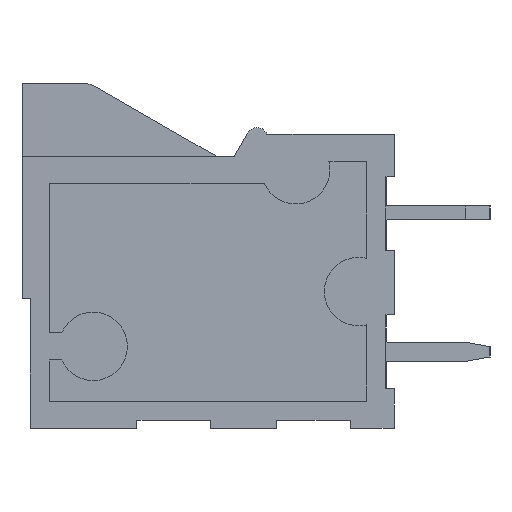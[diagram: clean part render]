
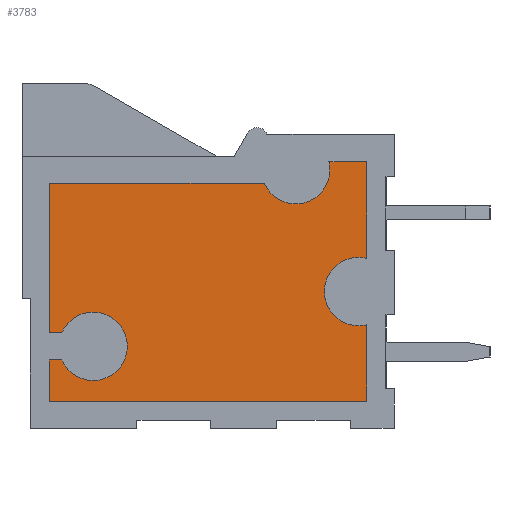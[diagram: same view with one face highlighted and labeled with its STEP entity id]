
A CAD part, left-side view. The second image highlights one B-rep face of the part: STEP entity #3783.
In plain terms, the highlighted planar face has unit normal (-1, 0, 0).
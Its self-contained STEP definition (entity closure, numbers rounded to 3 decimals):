
#2381 = EDGE_CURVE('',#2382,#2384,#2386,.T.);
#2382 = VERTEX_POINT('',#2383);
#2383 = CARTESIAN_POINT('',(1.5,12.146,-10.1));
#2384 = VERTEX_POINT('',#2385);
#2385 = CARTESIAN_POINT('',(1.5,11.,-10.85));
#2386 = CIRCLE('',#2387,1.25);
#2387 = AXIS2_PLACEMENT_3D('',#2388,#2389,#2390);
#2388 = CARTESIAN_POINT('',(1.5,11.,-9.6));
#2389 = DIRECTION('',(-1.,0.,0.));
#2390 = DIRECTION('',(0.,0.,1.));
#2424 = EDGE_CURVE('',#2384,#2425,#2427,.T.);
#2425 = VERTEX_POINT('',#2426);
#2426 = CARTESIAN_POINT('',(1.5,11.,-8.35));
#2427 = CIRCLE('',#2428,1.25);
#2428 = AXIS2_PLACEMENT_3D('',#2429,#2430,#2431);
#2429 = CARTESIAN_POINT('',(1.5,11.,-9.6));
#2430 = DIRECTION('',(-1.,0.,0.));
#2431 = DIRECTION('',(0.,0.,1.));
#2456 = EDGE_CURVE('',#2457,#2459,#2461,.T.);
#2457 = VERTEX_POINT('',#2458);
#2458 = CARTESIAN_POINT('',(1.5,1.3,-6.35));
#2459 = VERTEX_POINT('',#2460);
#2460 = CARTESIAN_POINT('',(1.5,1.3,-8.85));
#2461 = CIRCLE('',#2462,1.25);
#2462 = AXIS2_PLACEMENT_3D('',#2463,#2464,#2465);
#2463 = CARTESIAN_POINT('',(1.5,1.3,-7.6));
#2464 = DIRECTION('',(-1.,0.,0.));
#2465 = DIRECTION('',(0.,0.,1.));
#2498 = EDGE_CURVE('',#2499,#2457,#2501,.T.);
#2499 = VERTEX_POINT('',#2500);
#2500 = CARTESIAN_POINT('',(1.5,1.,-6.387));
#2501 = CIRCLE('',#2502,1.25);
#2502 = AXIS2_PLACEMENT_3D('',#2503,#2504,#2505);
#2503 = CARTESIAN_POINT('',(1.5,1.3,-7.6));
#2504 = DIRECTION('',(-1.,0.,0.));
#2505 = DIRECTION('',(0.,0.,1.));
#3511 = EDGE_CURVE('',#2459,#3512,#3514,.T.);
#3512 = VERTEX_POINT('',#3513);
#3513 = CARTESIAN_POINT('',(1.5,1.,-8.813));
#3514 = CIRCLE('',#3515,1.25);
#3515 = AXIS2_PLACEMENT_3D('',#3516,#3517,#3518);
#3516 = CARTESIAN_POINT('',(1.5,1.3,-7.6));
#3517 = DIRECTION('',(-1.,0.,0.));
#3518 = DIRECTION('',(0.,0.,1.));
#3537 = EDGE_CURVE('',#3538,#3512,#3540,.T.);
#3538 = VERTEX_POINT('',#3539);
#3539 = CARTESIAN_POINT('',(1.5,1.,-11.6));
#3540 = LINE('',#3541,#3542);
#3541 = CARTESIAN_POINT('',(1.5,1.,0.));
#3542 = VECTOR('',#3543,1.);
#3543 = DIRECTION('',(0.,0.,1.));
#3561 = EDGE_CURVE('',#3562,#3538,#3564,.T.);
#3562 = VERTEX_POINT('',#3563);
#3563 = CARTESIAN_POINT('',(1.5,12.6,-11.6));
#3564 = LINE('',#3565,#3566);
#3565 = CARTESIAN_POINT('',(1.5,0.,-11.6));
#3566 = VECTOR('',#3567,1.);
#3567 = DIRECTION('',(0.,-1.,0.));
#3585 = EDGE_CURVE('',#3562,#3586,#3588,.T.);
#3586 = VERTEX_POINT('',#3587);
#3587 = CARTESIAN_POINT('',(1.5,12.6,-10.1));
#3588 = LINE('',#3589,#3590);
#3589 = CARTESIAN_POINT('',(1.5,12.6,0.));
#3590 = VECTOR('',#3591,1.);
#3591 = DIRECTION('',(0.,0.,1.));
#3609 = EDGE_CURVE('',#3586,#2382,#3610,.T.);
#3610 = LINE('',#3611,#3612);
#3611 = CARTESIAN_POINT('',(1.5,0.,-10.1));
#3612 = VECTOR('',#3613,1.);
#3613 = DIRECTION('',(0.,-1.,0.));
#3625 = EDGE_CURVE('',#2425,#3626,#3628,.T.);
#3626 = VERTEX_POINT('',#3627);
#3627 = CARTESIAN_POINT('',(1.5,12.146,-9.1));
#3628 = CIRCLE('',#3629,1.25);
#3629 = AXIS2_PLACEMENT_3D('',#3630,#3631,#3632);
#3630 = CARTESIAN_POINT('',(1.5,11.,-9.6));
#3631 = DIRECTION('',(-1.,0.,0.));
#3632 = DIRECTION('',(0.,0.,1.));
#3651 = EDGE_CURVE('',#3652,#3626,#3654,.T.);
#3652 = VERTEX_POINT('',#3653);
#3653 = CARTESIAN_POINT('',(1.5,12.6,-9.1));
#3654 = LINE('',#3655,#3656);
#3655 = CARTESIAN_POINT('',(1.5,0.,-9.1));
#3656 = VECTOR('',#3657,1.);
#3657 = DIRECTION('',(0.,-1.,0.));
#3675 = EDGE_CURVE('',#3652,#3676,#3678,.T.);
#3676 = VERTEX_POINT('',#3677);
#3677 = CARTESIAN_POINT('',(1.5,12.6,-3.65));
#3678 = LINE('',#3679,#3680);
#3679 = CARTESIAN_POINT('',(1.5,12.6,0.));
#3680 = VECTOR('',#3681,1.);
#3681 = DIRECTION('',(0.,0.,1.));
#3699 = EDGE_CURVE('',#3700,#3676,#3702,.T.);
#3700 = VERTEX_POINT('',#3701);
#3701 = CARTESIAN_POINT('',(1.5,4.746,-3.65));
#3702 = LINE('',#3703,#3704);
#3703 = CARTESIAN_POINT('',(1.5,0.,-3.65));
#3704 = VECTOR('',#3705,1.);
#3705 = DIRECTION('',(0.,1.,0.));
#3723 = EDGE_CURVE('',#3700,#3724,#3726,.T.);
#3724 = VERTEX_POINT('',#3725);
#3725 = CARTESIAN_POINT('',(1.5,2.387,-2.85));
#3726 = CIRCLE('',#3727,1.25);
#3727 = AXIS2_PLACEMENT_3D('',#3728,#3729,#3730);
#3728 = CARTESIAN_POINT('',(1.5,3.6,-3.15));
#3729 = DIRECTION('',(-1.,0.,0.));
#3730 = DIRECTION('',(0.,0.,1.));
#3748 = EDGE_CURVE('',#3724,#3749,#3751,.T.);
#3749 = VERTEX_POINT('',#3750);
#3750 = CARTESIAN_POINT('',(1.5,1.,-2.85));
#3751 = LINE('',#3752,#3753);
#3752 = CARTESIAN_POINT('',(1.5,0.,-2.85));
#3753 = VECTOR('',#3754,1.);
#3754 = DIRECTION('',(0.,-1.,0.));
#3772 = EDGE_CURVE('',#2499,#3749,#3773,.T.);
#3773 = LINE('',#3774,#3775);
#3774 = CARTESIAN_POINT('',(1.5,1.,0.));
#3775 = VECTOR('',#3776,1.);
#3776 = DIRECTION('',(0.,0.,1.));
#3783 = ADVANCED_FACE('',(#3784),#3802,.T.);
#3784 = FACE_BOUND('',#3785,.T.);
#3785 = EDGE_LOOP('',(#3786,#3787,#3788,#3789,#3790,#3791,#3792,#3793,
    #3794,#3795,#3796,#3797,#3798,#3799,#3800,#3801));
#3786 = ORIENTED_EDGE('',*,*,#2498,.F.);
#3787 = ORIENTED_EDGE('',*,*,#3772,.T.);
#3788 = ORIENTED_EDGE('',*,*,#3748,.F.);
#3789 = ORIENTED_EDGE('',*,*,#3723,.F.);
#3790 = ORIENTED_EDGE('',*,*,#3699,.T.);
#3791 = ORIENTED_EDGE('',*,*,#3675,.F.);
#3792 = ORIENTED_EDGE('',*,*,#3651,.T.);
#3793 = ORIENTED_EDGE('',*,*,#3625,.F.);
#3794 = ORIENTED_EDGE('',*,*,#2424,.F.);
#3795 = ORIENTED_EDGE('',*,*,#2381,.F.);
#3796 = ORIENTED_EDGE('',*,*,#3609,.F.);
#3797 = ORIENTED_EDGE('',*,*,#3585,.F.);
#3798 = ORIENTED_EDGE('',*,*,#3561,.T.);
#3799 = ORIENTED_EDGE('',*,*,#3537,.T.);
#3800 = ORIENTED_EDGE('',*,*,#3511,.F.);
#3801 = ORIENTED_EDGE('',*,*,#2456,.F.);
#3802 = PLANE('',#3803);
#3803 = AXIS2_PLACEMENT_3D('',#3804,#3805,#3806);
#3804 = CARTESIAN_POINT('',(1.5,0.,0.));
#3805 = DIRECTION('',(-1.,0.,0.));
#3806 = DIRECTION('',(0.,0.,1.));
